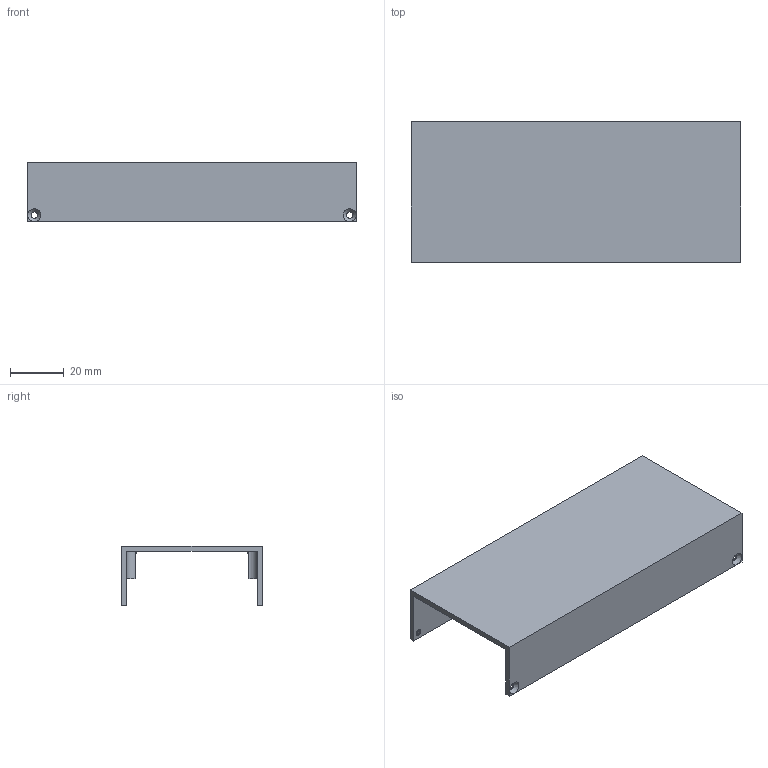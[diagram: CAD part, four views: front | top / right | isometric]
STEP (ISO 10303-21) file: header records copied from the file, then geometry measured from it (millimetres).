
FILE_DESCRIPTION(/* description */ ('Unknown'),/* implementation_level */ '2;1');
FILE_NAME(/* name */ 'PF-391-542-05_TOP_COVER',/* time_stamp */ '2024-05-02T08:32:11-07:00',/* author */ ('Unknown'),/* organization */ ('Unknown'),/* preprocessor_version */ 'ST-DEVELOPER v18.104',/* originating_system */ 'Solid Edge',/* authorisation */ 'Unknown');
FILE_SCHEMA (('AUTOMOTIVE_DESIGN {1 0 10303 214 3 1 1}'));
Length unit declared in the file: millimetre
Products named in the file (1): mo39154205
Bounding box: 121.92 x 52.07 x 22.23 mm (x, y, z)
Volume: 21633 mm3; surface area: 23533.3 mm2
Topology: 1 solids, 1 shells, 28 faces, 76 edges, 50 vertices
Faces by surface type: plane 16, cylinder 8, cone 4
Full cylindrical faces by diameter (mm): 2.388 x4
Entity records: 854 total; most frequent: DIRECTION 142, CARTESIAN_POINT 139, ORIENTED_EDGE 128, EDGE_CURVE 64, AXIS2_PLACEMENT_3D 49, VERTEX_POINT 46, LINE 44, VECTOR 44
